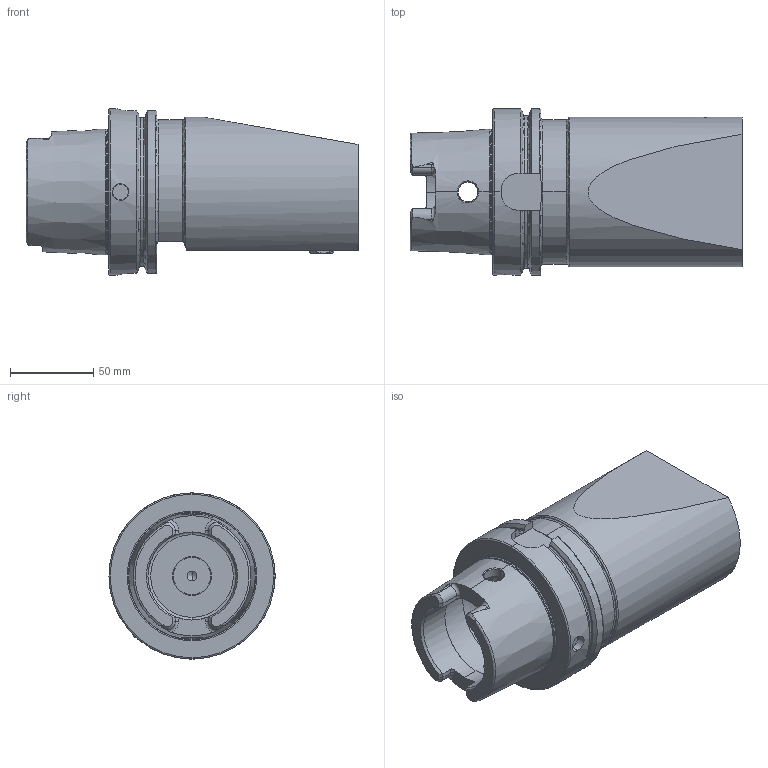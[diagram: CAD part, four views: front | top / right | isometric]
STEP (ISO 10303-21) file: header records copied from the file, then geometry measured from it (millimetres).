
FILE_DESCRIPTION (( 'STEP AP214' ), '1' );
FILE_NAME ('HA0.AM3.K11.150.STEP', '2011-10-06T12:51:35', ( 'SwiAdmin' ), ( '' ), 'SwSTEP 2.0', 'SolidWorks 2011', '' );
FILE_SCHEMA (( 'AUTOMOTIVE_DESIGN' ));
Length unit declared in the file: millimetre
Products named in the file (6): KVT_MB_600_060; ISO 4035 - M8_PreviewCfg; AM3-ER1.001.020_PreviewCfg; ISO 4762 - M6 x 16_PreviewCfg; HA0-AM3.K11.150_A_Fertigbearbeitung; HA0.AM3.K11.150
Assembly tree (7 placements, depth 2):
  HA0.AM3.K11.150
    ISO 4762 - M6 x 16_PreviewCfg  x3
    HA0-AM3.K11.150_A_Fertigbearbeitung
    KVT_MB_600_060
    AM3-ER1.001.020_PreviewCfg
    ISO 4035 - M8_PreviewCfg
Bounding box: 199.9 x 100 x 100 mm (x, y, z)
Volume: 880863.1 mm3; surface area: 97303.6 mm2
Topology: 8 solids, 8 shells, 423 faces, 1048 edges, 631 vertices
Faces by surface type: plane 144, cylinder 117, cone 108, torus 48, bspline 4, sphere 2
Entity records: 14174 total; most frequent: CARTESIAN_POINT 3997, ORIENTED_EDGE 1822, DIRECTION 1817, EDGE_CURVE 911, AXIS2_PLACEMENT_3D 714, VERTEX_POINT 562, EDGE_LOOP 401, LINE 389
